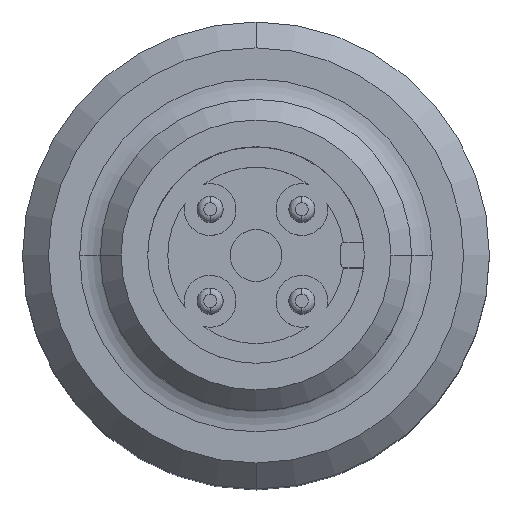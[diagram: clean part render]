
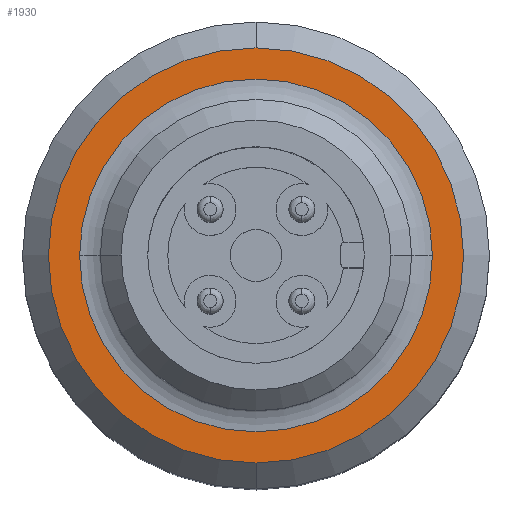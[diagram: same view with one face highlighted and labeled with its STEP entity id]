
A CAD part, top view. The second image highlights one B-rep face of the part: STEP entity #1930.
In plain terms, the highlighted planar face has unit normal (0, 0, 1).
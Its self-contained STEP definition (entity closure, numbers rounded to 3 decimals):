
#473=CARTESIAN_POINT('',(0.,0.,35.));
#474=DIRECTION('',(0.,0.,1.));
#475=DIRECTION('',(-1.,0.,0.));
#476=AXIS2_PLACEMENT_3D('',#473,#474,#475);
#478=CARTESIAN_POINT('',(0.,0.,35.));
#479=DIRECTION('',(0.,0.,-1.));
#480=DIRECTION('',(-1.,0.,0.));
#481=AXIS2_PLACEMENT_3D('',#478,#479,#480);
#483=CARTESIAN_POINT('',(0.,0.,35.));
#484=DIRECTION('',(0.,0.,1.));
#485=DIRECTION('',(0.,1.,0.));
#486=AXIS2_PLACEMENT_3D('',#483,#484,#485);
#488=CARTESIAN_POINT('',(0.,0.,35.));
#489=DIRECTION('',(0.,0.,1.));
#490=DIRECTION('',(0.,-1.,0.));
#491=AXIS2_PLACEMENT_3D('',#488,#489,#490);
#867=CARTESIAN_POINT('',(0.,8.,35.));
#868=CARTESIAN_POINT('',(0.,-8.,35.));
#869=VERTEX_POINT('',#867);
#870=VERTEX_POINT('',#868);
#889=CARTESIAN_POINT('',(-6.8,0.,35.));
#890=VERTEX_POINT('',#889);
#891=CARTESIAN_POINT('',(6.8,0.,35.));
#892=VERTEX_POINT('',#891);
#1915=CARTESIAN_POINT('',(0.,0.,35.));
#1916=DIRECTION('',(0.,0.,-1.));
#1917=DIRECTION('',(1.,0.,0.));
#1918=AXIS2_PLACEMENT_3D('',#1915,#1916,#1917);
#1919=PLANE('',#1918);
#1921=ORIENTED_EDGE('',*,*,#1920,.F.);
#1923=ORIENTED_EDGE('',*,*,#1922,.F.);
#1924=EDGE_LOOP('',(#1921,#1923));
#1925=FACE_OUTER_BOUND('',#1924,.F.);
#1926=ORIENTED_EDGE('',*,*,#1901,.F.);
#1927=ORIENTED_EDGE('',*,*,#1883,.T.);
#1928=EDGE_LOOP('',(#1926,#1927));
#1929=FACE_BOUND('',#1928,.F.);
#1930=ADVANCED_FACE('',(#1925,#1929),#1919,.F.);
#477=CIRCLE('',#476,6.8);
#482=CIRCLE('',#481,6.8);
#487=CIRCLE('',#486,8.);
#492=CIRCLE('',#491,8.);
#1883=EDGE_CURVE('',#890,#892,#477,.T.);
#1901=EDGE_CURVE('',#890,#892,#482,.T.);
#1920=EDGE_CURVE('',#869,#870,#487,.T.);
#1922=EDGE_CURVE('',#870,#869,#492,.T.);
